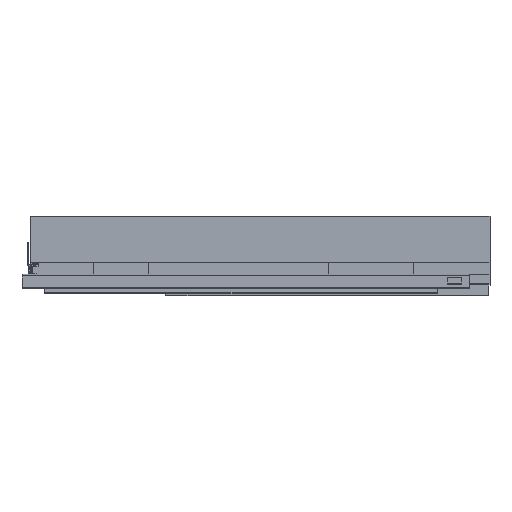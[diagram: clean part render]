
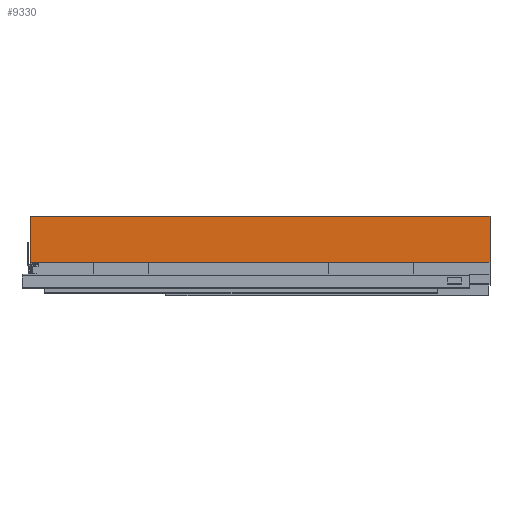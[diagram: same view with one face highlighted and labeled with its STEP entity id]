
A CAD part, top view. The second image highlights one B-rep face of the part: STEP entity #9330.
In plain terms, the highlighted planar face has unit normal (0, 0, 1).
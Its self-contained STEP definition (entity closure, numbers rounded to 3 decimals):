
#10 = LINE ( 'NONE', #2449, #5437 ) ;
#625 = LINE ( 'NONE', #3639, #4589 ) ;
#889 = EDGE_LOOP ( 'NONE', ( #4215, #7226, #5350, #9844 ) ) ;
#930 = CARTESIAN_POINT ( 'NONE',  ( 0., 89., 13.5 ) ) ;
#1015 = PLANE ( 'NONE',  #7737 ) ;
#1053 = VECTOR ( 'NONE', #1591, 1000. ) ;
#1220 = VERTEX_POINT ( 'NONE', #6000 ) ;
#1591 = DIRECTION ( 'NONE',  ( 1., 0., 0. ) ) ;
#1621 = EDGE_CURVE ( 'NONE', #1220, #2219, #8991, .T. ) ;
#2219 = VERTEX_POINT ( 'NONE', #7508 ) ;
#2266 = VERTEX_POINT ( 'NONE', #4609 ) ;
#2449 = CARTESIAN_POINT ( 'NONE',  ( 0., 89., 13.5 ) ) ;
#2538 = DIRECTION ( 'NONE',  ( 0., -1., 0. ) ) ;
#3129 = DIRECTION ( 'NONE',  ( 0., -1., 0. ) ) ;
#3363 = DIRECTION ( 'NONE',  ( 0., 0., 1. ) ) ;
#3551 = CARTESIAN_POINT ( 'NONE',  ( -590., 30., 13.5 ) ) ;
#3639 = CARTESIAN_POINT ( 'NONE',  ( -590., 89., 13.5 ) ) ;
#3649 = DIRECTION ( 'NONE',  ( 1., 0., 0. ) ) ;
#3856 = VERTEX_POINT ( 'NONE', #930 ) ;
#4014 = VECTOR ( 'NONE', #3649, 1000. ) ;
#4215 = ORIENTED_EDGE ( 'NONE', *, *, #9947, .F. ) ;
#4589 = VECTOR ( 'NONE', #6858, 1000. ) ;
#4609 = CARTESIAN_POINT ( 'NONE',  ( -590., 89., 13.5 ) ) ;
#5350 = ORIENTED_EDGE ( 'NONE', *, *, #7446, .T. ) ;
#5437 = VECTOR ( 'NONE', #3129, 1000. ) ;
#5452 = CARTESIAN_POINT ( 'NONE',  ( -590., 89., 13.5 ) ) ;
#5641 = CARTESIAN_POINT ( 'NONE',  ( -590., 89., 13.5 ) ) ;
#6000 = CARTESIAN_POINT ( 'NONE',  ( -590., 30., 13.5 ) ) ;
#6858 = DIRECTION ( 'NONE',  ( 0., -1., 0. ) ) ;
#6916 = LINE ( 'NONE', #5452, #1053 ) ;
#7226 = ORIENTED_EDGE ( 'NONE', *, *, #9958, .F. ) ;
#7446 = EDGE_CURVE ( 'NONE', #2266, #1220, #625, .T. ) ;
#7508 = CARTESIAN_POINT ( 'NONE',  ( 0., 30., 13.5 ) ) ;
#7737 = AXIS2_PLACEMENT_3D ( 'NONE', #5641, #3363, #2538 ) ;
#7977 = FACE_OUTER_BOUND ( 'NONE', #889, .T. ) ;
#8991 = LINE ( 'NONE', #3551, #4014 ) ;
#9330 = ADVANCED_FACE ( 'NONE', ( #7977 ), #1015, .T. ) ;
#9844 = ORIENTED_EDGE ( 'NONE', *, *, #1621, .T. ) ;
#9947 = EDGE_CURVE ( 'NONE', #3856, #2219, #10, .T. ) ;
#9958 = EDGE_CURVE ( 'NONE', #2266, #3856, #6916, .T. ) ;
